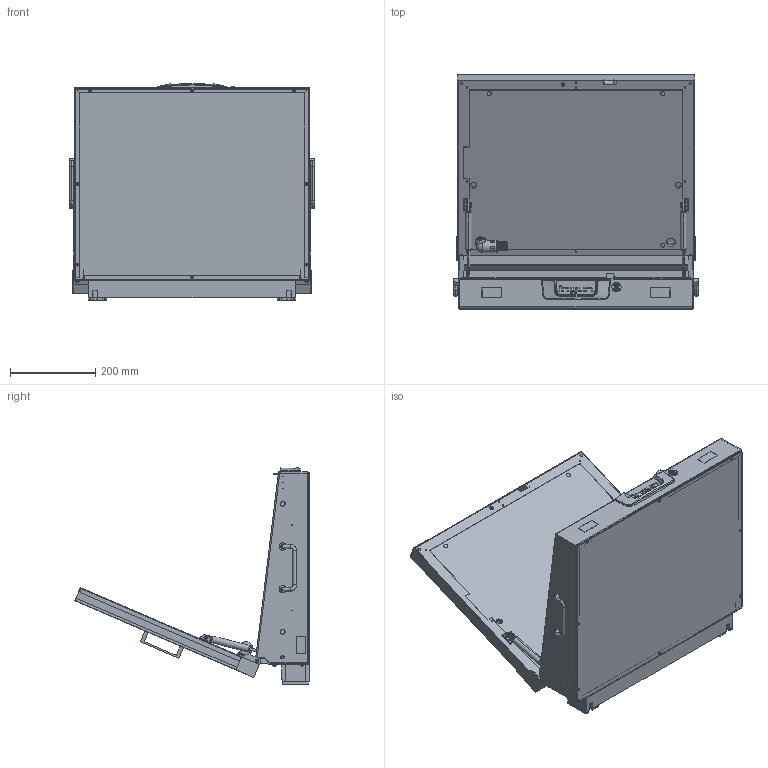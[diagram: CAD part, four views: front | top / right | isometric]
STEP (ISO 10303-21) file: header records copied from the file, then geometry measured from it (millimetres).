
FILE_DESCRIPTION (( 'STEP AP214' ), '1' );
FILE_NAME ('INGUN_114621_open.STEP', '2024-02-06T14:10:52', ( '' ), ( '' ), 'SwSTEP 2.0', 'SolidWorks 2021', '' );
FILE_SCHEMA (( 'AUTOMOTIVE_DESIGN' ));
Length unit declared in the file: millimetre
Products named in the file (57): 31788~1_flexibel<Standard>; 110324~0_Spring Pin 3 x 14 - St; 112087~2_S; 112024~0_S; 45545~0_S; 112085~8_KUNDE<S>; 113552~1_S; 11657~0; 49317~0; K_02038~0; 112026~0_Mitte<S>; DIN988~n_06x12x0,1; ISO7380~n_M03,0x005; DIN923~n_M04x03; K_02037~0_Standard ohne Dyn Punkt<Standard>; 114196~0; DIN7991~n_M03,0x006; 31788~1_ausgefahren<Standard>; 112025~2_S; 113689~1; 115289~0_S; Gewindebuchse~n_M04-07,5 offen; 114196_004~0_S; 112078~3_S; DIN7991~n_M03,0x012; 19420~3; 114196_003~0; 112035~1; 112080~5_S; 114364~0_S; DIN985-A2~n_M04,0; 32171~0_S; 11655~0; 113590~0_S; 112079~7_S; 113746~1_S; ISO7380~n_M04,0x012; 112036~0_S; 115766~0_S; DIN125~n_04,3 M04,0 ...
Assembly tree (110 placements, depth 5):
  INGUN_114621_open
    113746~1_S
      113552~1_S
      32171~0_S
      112024~0_S
      112025~2_S
      DIN125~n_04,3 M04,0
      DIN985-A2~n_M04,0
      DIN912~n_M04,0x012
      112026~0_Mitte<S>
      112992~2_S  x2
      49317~0  x2
      ISO7380~n_M03,0x005
      114364~0_S
      114196~0  x2
        114196_001~0
        114196_002~0
        114196_003~0
        114196_004~0_S
    112085~8_KUNDE<S>
      115766~0_S
        112080~5_S
        Gewindebuchse~n_M04-07,5 offen  x4
      112078~3_S
      112079~7_S
      100974~1_KUNDE<S>
      1607~1  x2
      ISO7380~n_M04,0x012  x4
      112176~0_S  x2
        112087~2_S
          111995~2_S
          115289~0_S
        49317~0
      19420~3
      11657~0
      11655~0
    31788~1_ausgefahren<Standard>
      K_02037~0_Standard ohne Dyn Punkt<Standard>
      K_02038~0
    31788~1_flexibel<Standard>
      K_02037~0_Standard ohne Dyn Punkt<Standard>
      K_02038~0
    112094~1_S
      112093~1
      DIN7991~n_M03,0x006  x8
    113590~0_S
      113689~1
      DIN125~n_04,3 M04,0  x4
      ISO7380~n_M04,0x008  x4
    109145~1_S
      112132~0_S
      112034~0_S
      112036~0_S  x2
      112035~1  x2
      3366~0
      109683~0_S
      45545~0_S  x2
      DIN923~n_M04x03  x2
      DIN988~n_06x12x0,1  x4
      110324~0_Spring Pin 3 x 14 - St  x6
Bounding box: 574 x 548.94 x 507.82 mm (x, y, z)
Volume: 5748427.2 mm3; surface area: 2581903 mm2
Topology: 109 solids, 109 shells, 3929 faces, 9808 edges, 6237 vertices
Faces by surface type: cylinder 1710, plane 1576, cone 422, bspline 109, torus 106, sphere 6
Entity records: 84839 total; most frequent: CARTESIAN_POINT 25864, DIRECTION 11918, ORIENTED_EDGE 11146, EDGE_CURVE 5573, AXIS2_PLACEMENT_3D 4474, VERTEX_POINT 3582, VECTOR 2970, LINE 2970
